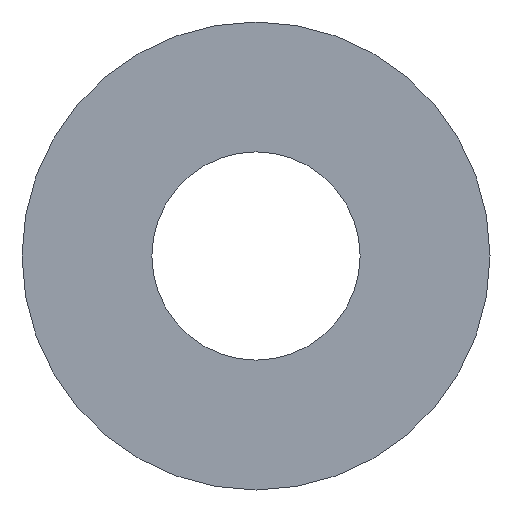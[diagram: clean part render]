
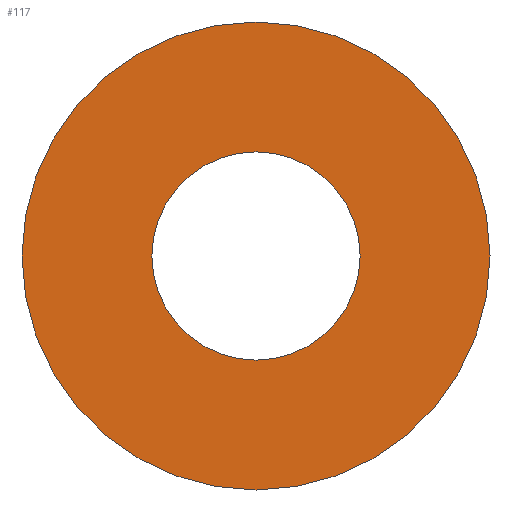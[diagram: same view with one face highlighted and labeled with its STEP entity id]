
A CAD part, front view. The second image highlights one B-rep face of the part: STEP entity #117.
In plain terms, the highlighted planar face has unit normal (0, -1, 0).
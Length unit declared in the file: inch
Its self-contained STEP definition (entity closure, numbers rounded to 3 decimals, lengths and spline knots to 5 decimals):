
#5 = CIRCLE ( 'NONE', #200, 0.125 ) ;
#9 = EDGE_LOOP ( 'NONE', ( #123, #138 ) ) ;
#14 = DIRECTION ( 'NONE',  ( 0., 0., 1. ) ) ;
#15 = VERTEX_POINT ( 'NONE', #78 ) ;
#17 = CARTESIAN_POINT ( 'NONE',  ( 0., 0., -0.125 ) ) ;
#27 = DIRECTION ( 'NONE',  ( 0., 1., 0. ) ) ;
#28 = EDGE_CURVE ( 'NONE', #153, #134, #5, .T. ) ;
#47 = CARTESIAN_POINT ( 'NONE',  ( 0., 0., -0.281 ) ) ;
#51 = CARTESIAN_POINT ( 'NONE',  ( 0., 0., 0. ) ) ;
#54 = CIRCLE ( 'NONE', #214, 0.281 ) ;
#55 = FACE_OUTER_BOUND ( 'NONE', #217, .T. ) ;
#61 = VERTEX_POINT ( 'NONE', #47 ) ;
#63 = EDGE_CURVE ( 'NONE', #15, #61, #54, .T. ) ;
#70 = CARTESIAN_POINT ( 'NONE',  ( 0., 0., 0. ) ) ;
#73 = AXIS2_PLACEMENT_3D ( 'NONE', #70, #27, #236 ) ;
#75 = DIRECTION ( 'NONE',  ( 0., 1., 0. ) ) ;
#78 = CARTESIAN_POINT ( 'NONE',  ( 0., 0., 0.281 ) ) ;
#82 = FACE_BOUND ( 'NONE', #9, .T. ) ;
#84 = EDGE_CURVE ( 'NONE', #134, #153, #89, .T. ) ;
#89 = CIRCLE ( 'NONE', #167, 0.125 ) ;
#95 = ORIENTED_EDGE ( 'NONE', *, *, #63, .F. ) ;
#113 = AXIS2_PLACEMENT_3D ( 'NONE', #143, #225, #205 ) ;
#117 = ADVANCED_FACE ( 'NONE', ( #82, #55 ), #244, .F. ) ;
#118 = DIRECTION ( 'NONE',  ( 0., 0., 1. ) ) ;
#123 = ORIENTED_EDGE ( 'NONE', *, *, #28, .T. ) ;
#124 = DIRECTION ( 'NONE',  ( 0., 1., 0. ) ) ;
#134 = VERTEX_POINT ( 'NONE', #17 ) ;
#138 = ORIENTED_EDGE ( 'NONE', *, *, #84, .T. ) ;
#143 = CARTESIAN_POINT ( 'NONE',  ( 0., 0., 0. ) ) ;
#145 = CIRCLE ( 'NONE', #73, 0.281 ) ;
#150 = ORIENTED_EDGE ( 'NONE', *, *, #173, .F. ) ;
#153 = VERTEX_POINT ( 'NONE', #192 ) ;
#167 = AXIS2_PLACEMENT_3D ( 'NONE', #51, #124, #14 ) ;
#173 = EDGE_CURVE ( 'NONE', #61, #15, #145, .T. ) ;
#192 = CARTESIAN_POINT ( 'NONE',  ( 0., 0., 0.125 ) ) ;
#199 = CARTESIAN_POINT ( 'NONE',  ( 0., 0., 0. ) ) ;
#200 = AXIS2_PLACEMENT_3D ( 'NONE', #201, #75, #239 ) ;
#201 = CARTESIAN_POINT ( 'NONE',  ( 0., 0., 0. ) ) ;
#205 = DIRECTION ( 'NONE',  ( 0., 0., 1. ) ) ;
#214 = AXIS2_PLACEMENT_3D ( 'NONE', #199, #240, #118 ) ;
#217 = EDGE_LOOP ( 'NONE', ( #150, #95 ) ) ;
#225 = DIRECTION ( 'NONE',  ( 0., 1., 0. ) ) ;
#236 = DIRECTION ( 'NONE',  ( 0., 0., 1. ) ) ;
#239 = DIRECTION ( 'NONE',  ( 0., 0., 1. ) ) ;
#240 = DIRECTION ( 'NONE',  ( 0., 1., 0. ) ) ;
#244 = PLANE ( 'NONE',  #113 ) ;
